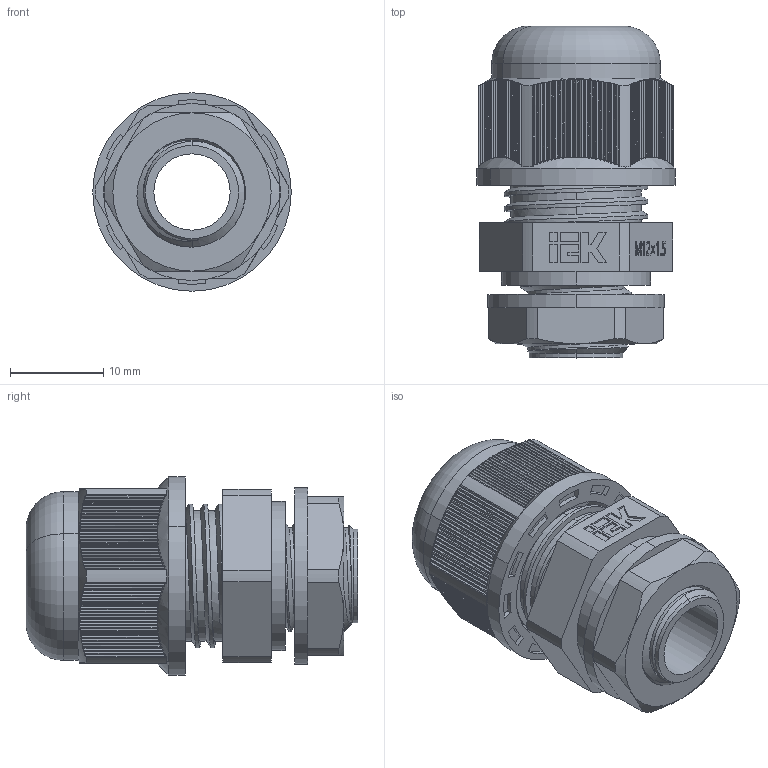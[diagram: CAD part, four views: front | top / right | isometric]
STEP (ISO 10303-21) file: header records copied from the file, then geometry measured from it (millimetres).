
FILE_DESCRIPTION (( 'STEP AP203' ), '1' );
FILE_NAME ('YSA20-06-12-68-K02 Ñàëüíèê MG 12.STEP', '2023-10-04T08:40:17', ( '' ), ( '' ), 'SwSTEP 2.0', 'SolidWorks 2022', '' );
FILE_SCHEMA (( 'CONFIG_CONTROL_DESIGN' ));
Length unit declared in the file: millimetre
Products named in the file (1): YSA20-06-12-68-K02 Сальник MG 12
Bounding box: 21.3 x 35.63 x 21.3 mm (x, y, z)
Volume: 6321.2 mm3; surface area: 7471.5 mm2
Topology: 1 solids, 1 shells, 1037 faces, 2937 edges, 1952 vertices
Faces by surface type: plane 465, cylinder 463, bspline 70, cone 20, torus 19
Full cylindrical faces by diameter (mm): 8.2 x1
Entity records: 46939 total; most frequent: CARTESIAN_POINT 22016, ORIENTED_EDGE 5870, DIRECTION 4210, EDGE_CURVE 2935, VERTEX_POINT 1951, AXIS2_PLACEMENT_3D 1444, VECTOR 1322, LINE 1322
